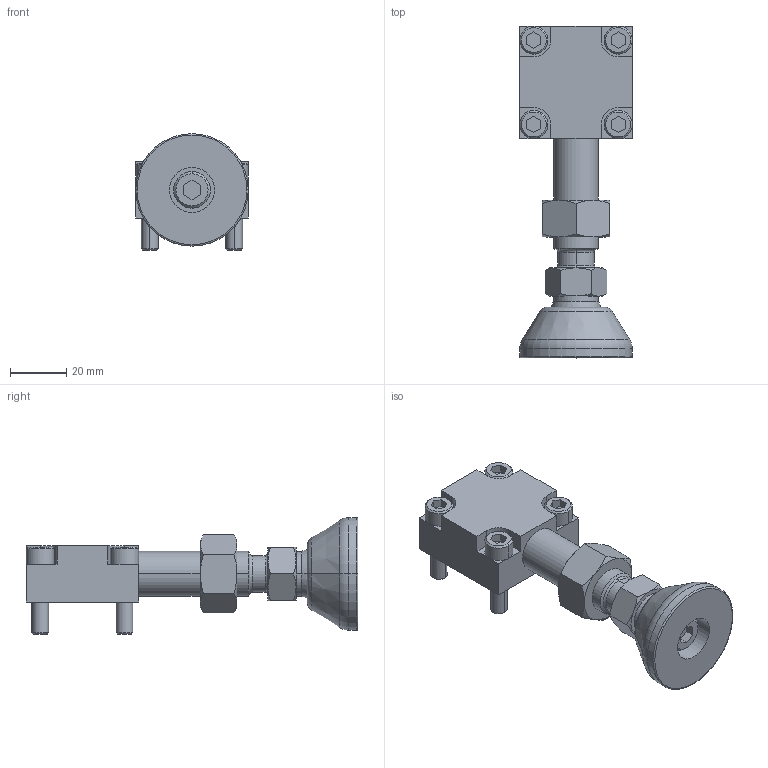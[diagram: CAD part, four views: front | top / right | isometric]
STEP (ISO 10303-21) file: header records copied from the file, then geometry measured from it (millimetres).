
FILE_DESCRIPTION(('Creo Elements/Direct Modeling STEP Export'),'2;1');
FILE_NAME('44.0248.4_Gelenkfuß_40-M16-118mm-mit-Flansch.stp','2022-03-21T 8:59:59',(''),(''),'PTC Creo Elements/Direct Modeling STEP processor for AP214 (Solid Model)','PTC Creo Elements/Direct Modeling 19.0C 15-Aug-2015 (C) Parametric Technology GmbH','');
FILE_SCHEMA(('AUTOMOTIVE_DESIGN { 1 0 10303 214 1 1 1 1 }'));
Length unit declared in the file: millimetre
Products named in the file (7): Zylinderschraube-DIN6912_M8x16-8.8-verz_10099_PX171657.02; Zylinderschraube-DIN912_M6x25-8.8-verz_11416_PX173788.03; Gewindeendstück-MMS-44_M16_44.0248.5_PX173787; Sechskantmutter-DIN934_M16-8.8-verz_11506_PX171652.02; Fußteller_40x18mm_96.7300_PX171651.02; Fußspindel_M16x110_96.7010_PX171649.02; Gelenkfuß_40-M16-118mm-mit-Flansch_44.0248.4_PX173789
Assembly tree (9 placements, depth 2):
  Gelenkfuß_40-M16-118mm-mit-Flansch_44.0248.4_PX173789
    Zylinderschraube-DIN912_M6x25-8.8-verz_11416_PX173788.03  x4
    Fußspindel_M16x110_96.7010_PX171649.02
    Fußteller_40x18mm_96.7300_PX171651.02
    Sechskantmutter-DIN934_M16-8.8-verz_11506_PX171652.02
    Gewindeendstück-MMS-44_M16_44.0248.5_PX173787
    Zylinderschraube-DIN6912_M8x16-8.8-verz_10099_PX171657.02
Bounding box: 40 x 118 x 41.5 mm (x, y, z)
Volume: 65878.5 mm3; surface area: 26241.1 mm2
Topology: 9 solids, 9 shells, 222 faces, 493 edges, 302 vertices
Faces by surface type: plane 90, cone 62, cylinder 56, torus 10, sphere 4
Entity records: 6208 total; most frequent: CARTESIAN_POINT 2434, ORIENTED_EDGE 754, DIRECTION 654, EDGE_CURVE 377, AXIS2_PLACEMENT_3D 244, VERTEX_POINT 230, EDGE_LOOP 191, FACE_OUTER_BOUND 168
